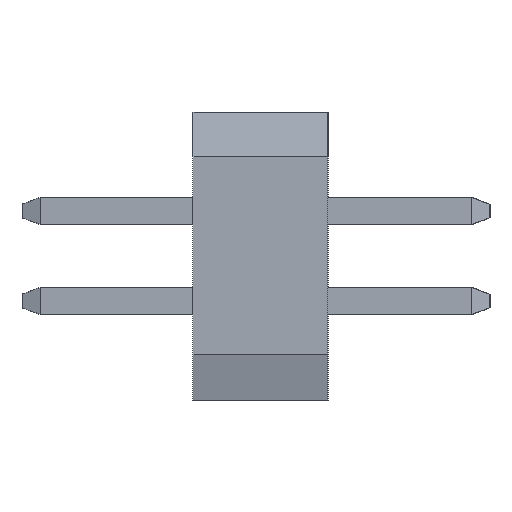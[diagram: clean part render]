
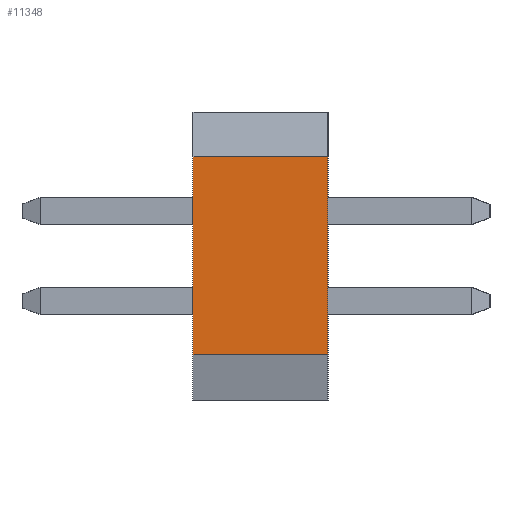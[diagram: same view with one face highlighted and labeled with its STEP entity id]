
A CAD part, left-side view. The second image highlights one B-rep face of the part: STEP entity #11348.
In plain terms, the highlighted planar face has unit normal (-1, 0, 0).
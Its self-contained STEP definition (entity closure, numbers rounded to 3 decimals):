
#7420=CARTESIAN_POINT('',(-0.5,0.,1.1));
#7421=VERTEX_POINT('',#7420);
#7428=CARTESIAN_POINT('',(-0.5,0.,-1.1));
#7429=VERTEX_POINT('',#7428);
#7430=CARTESIAN_POINT('',(-0.5,0.,1.1));
#7431=DIRECTION('',(0.,0.,-1.));
#7432=VECTOR('',#7431,2.2);
#7433=LINE('',#7430,#7432);
#7434=EDGE_CURVE('',#7421,#7429,#7433,.T.);
#8652=CARTESIAN_POINT('',(-0.5,1.5,-1.1));
#8653=VERTEX_POINT('',#8652);
#8660=CARTESIAN_POINT('',(-0.5,1.5,1.1));
#8661=VERTEX_POINT('',#8660);
#8662=CARTESIAN_POINT('',(-0.5,1.5,-1.1));
#8663=DIRECTION('',(0.,0.,1.));
#8664=VECTOR('',#8663,2.2);
#8665=LINE('',#8662,#8664);
#8666=EDGE_CURVE('',#8653,#8661,#8665,.T.);
#11322=CARTESIAN_POINT('',(-0.5,1.5,1.1));
#11323=DIRECTION('',(0.,-1.,0.));
#11324=VECTOR('',#11323,1.5);
#11325=LINE('',#11322,#11324);
#11326=EDGE_CURVE('',#8661,#7421,#11325,.T.);
#11332=CARTESIAN_POINT('',(-0.5,0.,-1.6));
#11333=DIRECTION('',(0.,0.,1.));
#11334=DIRECTION('',(-1.,0.,0.));
#11335=AXIS2_PLACEMENT_3D('',#11332,#11334,#11333);
#11336=PLANE('',#11335);
#11337=ORIENTED_EDGE('',*,*,#11326,.F.);
#11338=ORIENTED_EDGE('',*,*,#8666,.F.);
#11339=CARTESIAN_POINT('',(-0.5,1.5,-1.1));
#11340=DIRECTION('',(0.,-1.,0.));
#11341=VECTOR('',#11340,1.5);
#11342=LINE('',#11339,#11341);
#11343=EDGE_CURVE('',#8653,#7429,#11342,.T.);
#11344=ORIENTED_EDGE('',*,*,#11343,.T.);
#11345=ORIENTED_EDGE('',*,*,#7434,.F.);
#11346=EDGE_LOOP('',(#11337,#11338,#11344,#11345));
#11347=FACE_OUTER_BOUND('',#11346,.T.);
#11348=ADVANCED_FACE('',(#11347),#11336,.T.);
